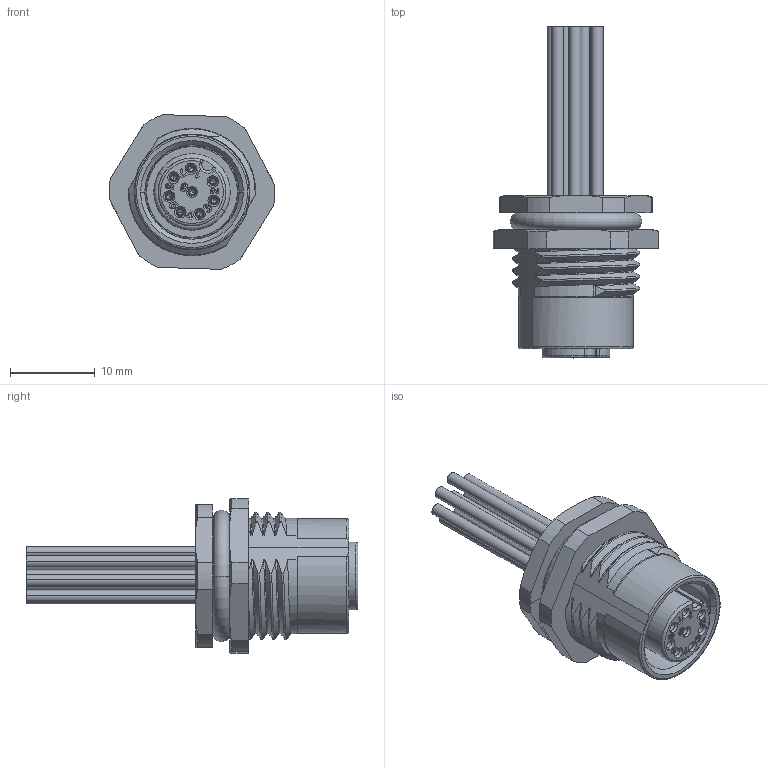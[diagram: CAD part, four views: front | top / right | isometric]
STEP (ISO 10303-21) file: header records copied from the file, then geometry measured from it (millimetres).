
FILE_DESCRIPTION((''),'2;1');
FILE_NAME('012_SW0001','2017-07-27T',('hq.zhang'),(''),'PRO/ENGINEER BY PARAMETRIC TECHNOLOGY CORPORATION, 2012480','PRO/ENGINEER BY PARAMETRIC TECHNOLOGY CORPORATION, 2012480','');
FILE_SCHEMA(('AUTOMOTIVE_DESIGN { 1 0 10303 214 1 1 1 1 }'));
Length unit declared in the file: millimetre
Products named in the file (1): 012_SW0001
Bounding box: 19.5 x 39.1 x 18.23 mm (x, y, z)
Volume: 3049.7 mm3; surface area: 3702.6 mm2
Topology: 1 solids, 1 shells, 573 faces, 1516 edges, 962 vertices
Faces by surface type: plane 149, cone 138, extrusion 111, cylinder 106, torus 36, bspline 31, sphere 2
Entity records: 22273 total; most frequent: CARTESIAN_POINT 8878, ORIENTED_EDGE 3000, DIRECTION 2365, EDGE_CURVE 1500, VERTEX_POINT 962, AXIS2_PLACEMENT_3D 848, VECTOR 669, B_SPLINE_CURVE_WITH_KNOTS 636
